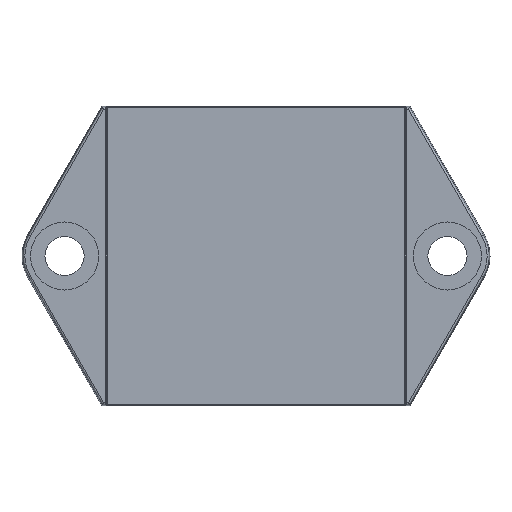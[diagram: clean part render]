
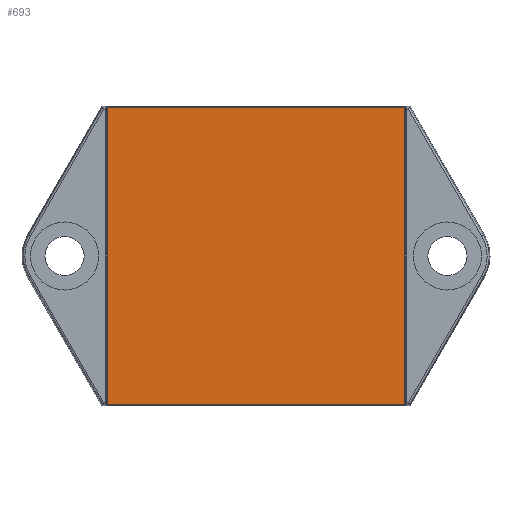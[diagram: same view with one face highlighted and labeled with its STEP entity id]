
A CAD part, front view. The second image highlights one B-rep face of the part: STEP entity #693.
In plain terms, the highlighted planar face has unit normal (0, -1, 0).
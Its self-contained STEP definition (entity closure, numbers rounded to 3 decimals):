
#57 = VERTEX_POINT ( 'NONE', #4197 ) ;
#221 = EDGE_CURVE ( 'NONE', #938, #695, #3462, .T. ) ;
#295 = ORIENTED_EDGE ( 'NONE', *, *, #2451, .F. ) ;
#309 = PLANE ( 'NONE',  #3528 ) ;
#323 = VECTOR ( 'NONE', #841, 1000. ) ;
#523 = EDGE_LOOP ( 'NONE', ( #2622, #295, #3470, #2524 ) ) ;
#627 = DIRECTION ( 'NONE',  ( 0., 1., 0. ) ) ;
#693 = ADVANCED_FACE ( 'NONE', ( #3990 ), #309, .F. ) ;
#695 = VERTEX_POINT ( 'NONE', #1274 ) ;
#808 = LINE ( 'NONE', #1636, #2549 ) ;
#841 = DIRECTION ( 'NONE',  ( 1., 0., 0. ) ) ;
#865 = CARTESIAN_POINT ( 'NONE',  ( -17.5, 0., 17.5 ) ) ;
#938 = VERTEX_POINT ( 'NONE', #1857 ) ;
#1180 = EDGE_CURVE ( 'NONE', #57, #2461, #1560, .T. ) ;
#1274 = CARTESIAN_POINT ( 'NONE',  ( -17.5, 0., 17.5 ) ) ;
#1529 = CARTESIAN_POINT ( 'NONE',  ( 17.5, 0., -17.5 ) ) ;
#1560 = LINE ( 'NONE', #2731, #4047 ) ;
#1636 = CARTESIAN_POINT ( 'NONE',  ( -17.5, 0., -17.5 ) ) ;
#1857 = CARTESIAN_POINT ( 'NONE',  ( -17.5, 0., -17.5 ) ) ;
#2404 = DIRECTION ( 'NONE',  ( 0., 0., -1. ) ) ;
#2451 = EDGE_CURVE ( 'NONE', #695, #57, #3888, .T. ) ;
#2461 = VERTEX_POINT ( 'NONE', #1529 ) ;
#2524 = ORIENTED_EDGE ( 'NONE', *, *, #3294, .F. ) ;
#2549 = VECTOR ( 'NONE', #3912, 1000. ) ;
#2622 = ORIENTED_EDGE ( 'NONE', *, *, #1180, .F. ) ;
#2719 = DIRECTION ( 'NONE',  ( 0., 0., 1. ) ) ;
#2731 = CARTESIAN_POINT ( 'NONE',  ( 17.5, 0., -17.5 ) ) ;
#2897 = DIRECTION ( 'NONE',  ( 0., 0., 1. ) ) ;
#3294 = EDGE_CURVE ( 'NONE', #2461, #938, #808, .T. ) ;
#3356 = CARTESIAN_POINT ( 'NONE',  ( -17.5, 0., -17.5 ) ) ;
#3462 = LINE ( 'NONE', #3356, #3570 ) ;
#3470 = ORIENTED_EDGE ( 'NONE', *, *, #221, .F. ) ;
#3528 = AXIS2_PLACEMENT_3D ( 'NONE', #3545, #627, #2897 ) ;
#3545 = CARTESIAN_POINT ( 'NONE',  ( 0., 0., 0. ) ) ;
#3570 = VECTOR ( 'NONE', #2719, 1000. ) ;
#3888 = LINE ( 'NONE', #865, #323 ) ;
#3912 = DIRECTION ( 'NONE',  ( -1., 0., 0. ) ) ;
#3990 = FACE_OUTER_BOUND ( 'NONE', #523, .T. ) ;
#4047 = VECTOR ( 'NONE', #2404, 1000. ) ;
#4197 = CARTESIAN_POINT ( 'NONE',  ( 17.5, 0., 17.5 ) ) ;
